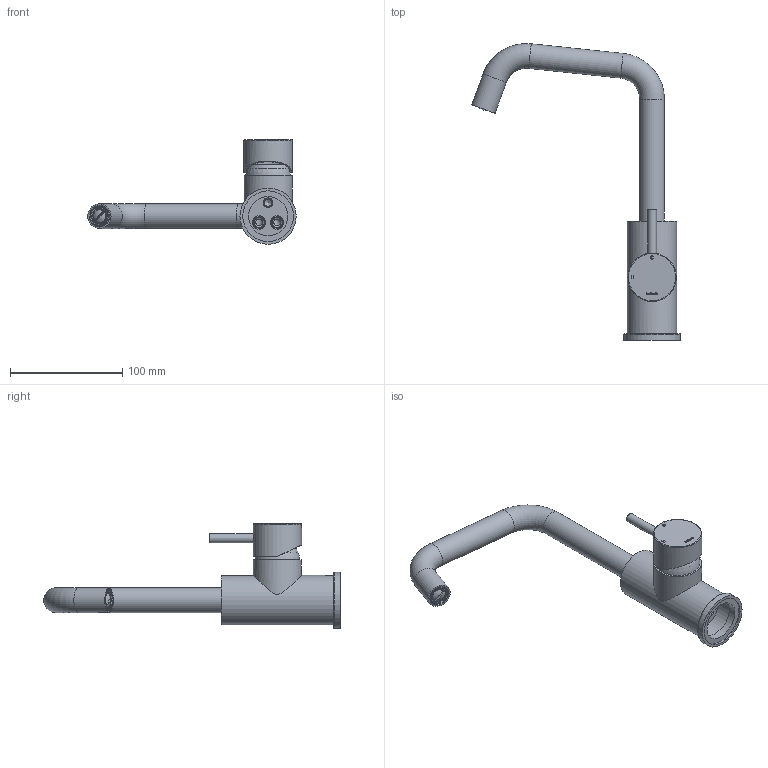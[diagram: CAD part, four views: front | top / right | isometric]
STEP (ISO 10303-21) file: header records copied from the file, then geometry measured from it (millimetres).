
FILE_DESCRIPTION(/* description */ ('Unknown'),/* implementation_level */ '2;1');
FILE_NAME(/* name */ 'AR014',/* time_stamp */ '2022-12-12T14:38:59+01:00',/* author */ ('Unknown'),/* organization */ ('Unknown'),/* preprocessor_version */ 'ST-DEVELOPER v16.7',/* originating_system */ 'DEX',/* authorisation */ $);
FILE_SCHEMA (('AUTOMOTIVE_DESIGN {1 0 10303 214 3 1 1}'));
Length unit declared in the file: millimetre
Products named in the file (12): AR014-00; AR014-001; AR004-08; AR014-01; AR004-001_oa_0; AR031-08; AR004-03; AR004-04; AR004-15; AR004-05; AR004-01; CB004-005
Assembly tree (11 placements, depth 3):
  AR014-00
    AR014-001
      AR004-08
      AR014-01
    AR004-001_oa_0
      AR031-08
      AR004-03
    AR004-04
    AR004-15
    AR004-05
    AR004-01
    CB004-005
Bounding box: 185.34 x 263.83 x 93.05 mm (x, y, z)
Volume: 184003 mm3; surface area: 89786.6 mm2
Topology: 9 solids, 213 shells, 992 faces, 1716 edges, 1188 vertices
Faces by surface type: plane 602, cylinder 332, cone 40, torus 13, bspline 4, sphere 1
Full cylindrical faces by diameter (mm): 0.75 x204, 0.913 x1, 0.916 x1, 3.242 x1, 4 x1, 4.2 x1, 4.8 x1, 5 x2, 5.1 x1, 6 x3, 6.647 x2, 7 x3, 7.9 x1, 8 x1, 8.2 x1, 8.917 x4, 10 x3, 11 x2, 13.8 x1, 14 x1, 14.917 x2, 15 x1, 15.5 x1, 17 x6, 17.4 x1, 17.417 x2, 18 x2, 18.1 x1, 18.4 x2, 18.5 x1
Entity records: 27547 total; most frequent: DIRECTION 3814, CARTESIAN_POINT 3744, ORIENTED_EDGE 2342, AXIS2_PLACEMENT_3D 1718, FACE_BOUND 1385, EDGE_LOOP 1375, EDGE_CURVE 1171, ADVANCED_FACE 991
